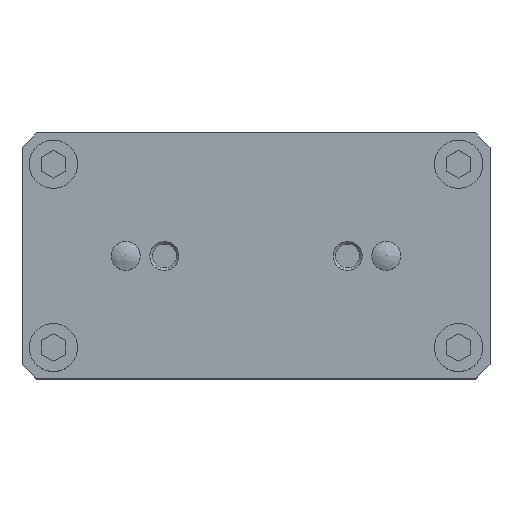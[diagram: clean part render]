
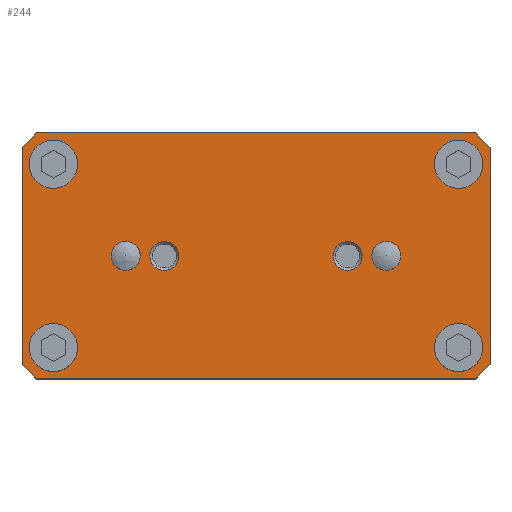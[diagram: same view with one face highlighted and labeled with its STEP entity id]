
A CAD part, top view. The second image highlights one B-rep face of the part: STEP entity #244.
In plain terms, the highlighted planar face has unit normal (0, 0, 1).
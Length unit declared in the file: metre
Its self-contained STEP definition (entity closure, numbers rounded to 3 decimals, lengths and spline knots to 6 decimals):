
#244 = ADVANCED_FACE( '', ( #560, #561, #562, #563, #564, #565, #566, #567, #568 ), #569, .F. );
#560 = FACE_BOUND( '', #963, .T. );
#561 = FACE_BOUND( '', #964, .T. );
#562 = FACE_BOUND( '', #965, .T. );
#563 = FACE_BOUND( '', #966, .T. );
#564 = FACE_BOUND( '', #967, .T. );
#565 = FACE_BOUND( '', #968, .T. );
#566 = FACE_BOUND( '', #969, .T. );
#567 = FACE_BOUND( '', #970, .T. );
#568 = FACE_OUTER_BOUND( '', #971, .T. );
#569 = PLANE( '', #972 );
#963 = EDGE_LOOP( '', ( #1630 ) );
#964 = EDGE_LOOP( '', ( #1631 ) );
#965 = EDGE_LOOP( '', ( #1632 ) );
#966 = EDGE_LOOP( '', ( #1633 ) );
#967 = EDGE_LOOP( '', ( #1634 ) );
#968 = EDGE_LOOP( '', ( #1635 ) );
#969 = EDGE_LOOP( '', ( #1636 ) );
#970 = EDGE_LOOP( '', ( #1637 ) );
#971 = EDGE_LOOP( '', ( #1638, #1639, #1640, #1641, #1642, #1643, #1644, #1645 ) );
#972 = AXIS2_PLACEMENT_3D( '', #1646, #1647, #1648 );
#1630 = ORIENTED_EDGE( '', *, *, #2164, .F. );
#1631 = ORIENTED_EDGE( '', *, *, #2140, .T. );
#1632 = ORIENTED_EDGE( '', *, *, #2055, .F. );
#1633 = ORIENTED_EDGE( '', *, *, #2244, .T. );
#1634 = ORIENTED_EDGE( '', *, *, #2245, .F. );
#1635 = ORIENTED_EDGE( '', *, *, #2069, .F. );
#1636 = ORIENTED_EDGE( '', *, *, #2138, .F. );
#1637 = ORIENTED_EDGE( '', *, *, #2236, .F. );
#1638 = ORIENTED_EDGE( '', *, *, #2211, .F. );
#1639 = ORIENTED_EDGE( '', *, *, #2246, .T. );
#1640 = ORIENTED_EDGE( '', *, *, #2247, .F. );
#1641 = ORIENTED_EDGE( '', *, *, #2112, .T. );
#1642 = ORIENTED_EDGE( '', *, *, #2227, .F. );
#1643 = ORIENTED_EDGE( '', *, *, #2248, .T. );
#1644 = ORIENTED_EDGE( '', *, *, #2249, .F. );
#1645 = ORIENTED_EDGE( '', *, *, #2250, .T. );
#1646 = CARTESIAN_POINT( '', ( -0.0485, 0.0255, 0.01 ) );
#1647 = DIRECTION( '', ( 0., 0., -1. ) );
#1648 = DIRECTION( '', ( 0., 1., 0. ) );
#2055 = EDGE_CURVE( '', #2357, #2357, #2358, .T. );
#2069 = EDGE_CURVE( '', #2382, #2382, #2383, .T. );
#2112 = EDGE_CURVE( '', #2455, #2456, #2457, .F. );
#2138 = EDGE_CURVE( '', #2499, #2499, #2500, .T. );
#2140 = EDGE_CURVE( '', #2502, #2502, #2503, .T. );
#2164 = EDGE_CURVE( '', #2540, #2540, #2541, .T. );
#2211 = EDGE_CURVE( '', #2611, #2613, #2614, .T. );
#2227 = EDGE_CURVE( '', #2638, #2456, #2639, .T. );
#2236 = EDGE_CURVE( '', #2652, #2652, #2653, .T. );
#2244 = EDGE_CURVE( '', #2663, #2663, #2664, .T. );
#2245 = EDGE_CURVE( '', #2665, #2665, #2666, .T. );
#2246 = EDGE_CURVE( '', #2611, #2667, #2668, .F. );
#2247 = EDGE_CURVE( '', #2455, #2667, #2669, .T. );
#2248 = EDGE_CURVE( '', #2638, #2670, #2671, .F. );
#2249 = EDGE_CURVE( '', #2672, #2670, #2673, .T. );
#2250 = EDGE_CURVE( '', #2672, #2613, #2674, .F. );
#2357 = VERTEX_POINT( '', #2803 );
#2358 = CIRCLE( '', #2804, 0.003 );
#2382 = VERTEX_POINT( '', #2869 );
#2383 = CIRCLE( '', #2870, 0.003 );
#2455 = VERTEX_POINT( '', #2999 );
#2456 = VERTEX_POINT( '', #3000 );
#2457 = LINE( '', #3001, #3002 );
#2499 = VERTEX_POINT( '', #3094 );
#2500 = CIRCLE( '', #3095, 0.003 );
#2502 = VERTEX_POINT( '', #3097 );
#2503 = CIRCLE( '', #3098, 0.003 );
#2540 = VERTEX_POINT( '', #3146 );
#2541 = CIRCLE( '', #3147, 0.003 );
#2611 = VERTEX_POINT( '', #3295 );
#2613 = VERTEX_POINT( '', #3298 );
#2614 = LINE( '', #3299, #3300 );
#2638 = VERTEX_POINT( '', #3335 );
#2639 = LINE( '', #3336, #3337 );
#2652 = VERTEX_POINT( '', #3387 );
#2653 = CIRCLE( '', #3388, 0.003 );
#2663 = VERTEX_POINT( '', #3399 );
#2664 = CIRCLE( '', #3400, 0.003 );
#2665 = VERTEX_POINT( '', #3401 );
#2666 = CIRCLE( '', #3402, 0.003 );
#2667 = VERTEX_POINT( '', #3403 );
#2668 = LINE( '', #3404, #3405 );
#2669 = LINE( '', #3406, #3407 );
#2670 = VERTEX_POINT( '', #3408 );
#2671 = LINE( '', #3409, #3410 );
#2672 = VERTEX_POINT( '', #3411 );
#2673 = LINE( '', #3412, #3413 );
#2674 = LINE( '', #3414, #3415 );
#2803 = CARTESIAN_POINT( '', ( -0.024, 0., 0.01 ) );
#2804 = AXIS2_PLACEMENT_3D( '', #3578, #3579, #3580 );
#2869 = CARTESIAN_POINT( '', ( 0.039, -0.019, 0.01 ) );
#2870 = AXIS2_PLACEMENT_3D( '', #3592, #3593, #3594 );
#2999 = CARTESIAN_POINT( '', ( -0.0485, -0.0225, 0.01 ) );
#3000 = CARTESIAN_POINT( '', ( -0.0455, -0.0255, 0.01 ) );
#3001 = CARTESIAN_POINT( '', ( -0.0455, -0.0255, 0.01 ) );
#3002 = VECTOR( '', #3637, 1. );
#3094 = CARTESIAN_POINT( '', ( -0.039, 0.019, 0.01 ) );
#3095 = AXIS2_PLACEMENT_3D( '', #3658, #3659, #3660 );
#3097 = CARTESIAN_POINT( '', ( 0.016, 0., 0.01 ) );
#3098 = AXIS2_PLACEMENT_3D( '', #3661, #3662, #3663 );
#3146 = CARTESIAN_POINT( '', ( -0.016, 0., 0.01 ) );
#3147 = AXIS2_PLACEMENT_3D( '', #3690, #3691, #3692 );
#3295 = CARTESIAN_POINT( '', ( -0.0455, 0.0255, 0.01 ) );
#3298 = CARTESIAN_POINT( '', ( 0.0455, 0.0255, 0.01 ) );
#3299 = CARTESIAN_POINT( '', ( -0.0485, 0.0255, 0.01 ) );
#3300 = VECTOR( '', #3748, 1. );
#3335 = CARTESIAN_POINT( '', ( 0.0455, -0.0255, 0.01 ) );
#3336 = CARTESIAN_POINT( '', ( 0.0485, -0.0255, 0.01 ) );
#3337 = VECTOR( '', #3760, 1. );
#3387 = CARTESIAN_POINT( '', ( 0.045, 0.019, 0.01 ) );
#3388 = AXIS2_PLACEMENT_3D( '', #3768, #3769, #3770 );
#3399 = CARTESIAN_POINT( '', ( 0.024, 0., 0.01 ) );
#3400 = AXIS2_PLACEMENT_3D( '', #3778, #3779, #3780 );
#3401 = CARTESIAN_POINT( '', ( -0.039, -0.019, 0.01 ) );
#3402 = AXIS2_PLACEMENT_3D( '', #3781, #3782, #3783 );
#3403 = CARTESIAN_POINT( '', ( -0.0485, 0.0225, 0.01 ) );
#3404 = CARTESIAN_POINT( '', ( -0.0485, 0.0225, 0.01 ) );
#3405 = VECTOR( '', #3784, 1. );
#3406 = CARTESIAN_POINT( '', ( -0.0485, -0.0255, 0.01 ) );
#3407 = VECTOR( '', #3785, 1. );
#3408 = CARTESIAN_POINT( '', ( 0.0485, -0.0225, 0.01 ) );
#3409 = CARTESIAN_POINT( '', ( 0.0485, -0.0225, 0.01 ) );
#3410 = VECTOR( '', #3786, 1. );
#3411 = CARTESIAN_POINT( '', ( 0.0485, 0.0225, 0.01 ) );
#3412 = CARTESIAN_POINT( '', ( 0.0485, 0.0255, 0.01 ) );
#3413 = VECTOR( '', #3787, 1. );
#3414 = CARTESIAN_POINT( '', ( 0.0455, 0.0255, 0.01 ) );
#3415 = VECTOR( '', #3788, 1. );
#3578 = CARTESIAN_POINT( '', ( -0.027, 0., 0.01 ) );
#3579 = DIRECTION( '', ( 0., 0., 1. ) );
#3580 = DIRECTION( '', ( 1., 0., 0. ) );
#3592 = CARTESIAN_POINT( '', ( 0.042, -0.019, 0.01 ) );
#3593 = DIRECTION( '', ( 0., 0., 1. ) );
#3594 = DIRECTION( '', ( -1., 0., 0. ) );
#3637 = DIRECTION( '', ( -0.707, 0.707, 0. ) );
#3658 = CARTESIAN_POINT( '', ( -0.042, 0.019, 0.01 ) );
#3659 = DIRECTION( '', ( 0., 0., 1. ) );
#3660 = DIRECTION( '', ( 1., 0., 0. ) );
#3661 = CARTESIAN_POINT( '', ( 0.019, 0., 0.01 ) );
#3662 = DIRECTION( '', ( 0., 0., -1. ) );
#3663 = DIRECTION( '', ( -1., 0., 0. ) );
#3690 = CARTESIAN_POINT( '', ( -0.019, 0., 0.01 ) );
#3691 = DIRECTION( '', ( 0., 0., 1. ) );
#3692 = DIRECTION( '', ( 1., 0., 0. ) );
#3748 = DIRECTION( '', ( 1., 0., 0. ) );
#3760 = DIRECTION( '', ( -1., 0., 0. ) );
#3768 = CARTESIAN_POINT( '', ( 0.042, 0.019, 0.01 ) );
#3769 = DIRECTION( '', ( 0., 0., 1. ) );
#3770 = DIRECTION( '', ( 1., 0., 0. ) );
#3778 = CARTESIAN_POINT( '', ( 0.027, 0., 0.01 ) );
#3779 = DIRECTION( '', ( 0., 0., -1. ) );
#3780 = DIRECTION( '', ( -1., 0., 0. ) );
#3781 = CARTESIAN_POINT( '', ( -0.042, -0.019, 0.01 ) );
#3782 = DIRECTION( '', ( 0., 0., 1. ) );
#3783 = DIRECTION( '', ( 1., 0., 0. ) );
#3784 = DIRECTION( '', ( 0.707, 0.707, 0. ) );
#3785 = DIRECTION( '', ( 0., 1., 0. ) );
#3786 = DIRECTION( '', ( -0.707, -0.707, 0. ) );
#3787 = DIRECTION( '', ( 0., -1., 0. ) );
#3788 = DIRECTION( '', ( 0.707, -0.707, 0. ) );
